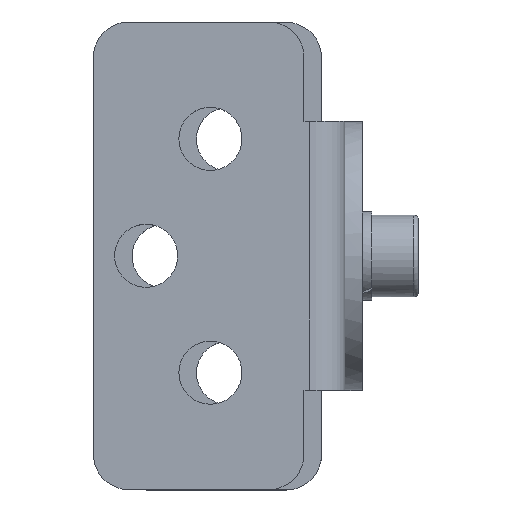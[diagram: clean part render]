
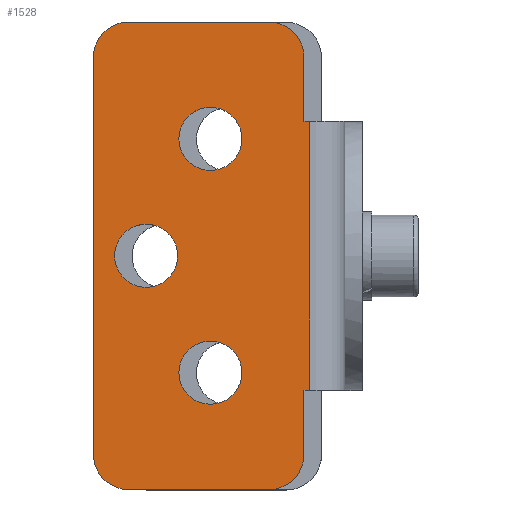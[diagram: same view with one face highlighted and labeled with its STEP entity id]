
A CAD part, top view. The second image highlights one B-rep face of the part: STEP entity #1528.
In plain terms, the highlighted planar face has unit normal (0, 0, 1).
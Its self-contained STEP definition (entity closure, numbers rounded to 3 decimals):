
#45=FACE_BOUND('',#261,.T.);
#46=FACE_BOUND('',#262,.T.);
#47=FACE_BOUND('',#263,.T.);
#160=FACE_OUTER_BOUND('',#260,.T.);
#260=EDGE_LOOP('',(#1156,#1157,#1158,#1159,#1160,#1161,#1162,#1163,#1164,
#1165,#1166,#1167));
#261=EDGE_LOOP('',(#1168));
#262=EDGE_LOOP('',(#1169));
#263=EDGE_LOOP('',(#1170));
#363=LINE('',#2404,#469);
#374=LINE('',#2440,#480);
#377=LINE('',#2449,#483);
#381=LINE('',#2462,#487);
#383=LINE('',#2470,#489);
#384=LINE('',#2472,#490);
#385=LINE('',#2475,#491);
#387=LINE('',#2487,#493);
#469=VECTOR('',#1883,5.5);
#480=VECTOR('',#1914,12.);
#483=VECTOR('',#1923,34.);
#487=VECTOR('',#1941,23.);
#489=VECTOR('',#1955,12.);
#490=VECTOR('',#1958,0.5);
#491=VECTOR('',#1961,5.5);
#493=VECTOR('',#1977,0.5);
#571=CIRCLE('',#1631,3.);
#579=CIRCLE('',#1642,3.);
#580=CIRCLE('',#1645,3.);
#581=CIRCLE('',#1648,3.);
#587=CIRCLE('',#1663,2.7);
#588=CIRCLE('',#1665,2.7);
#589=CIRCLE('',#1667,2.7);
#661=VERTEX_POINT('',#2391);
#662=VERTEX_POINT('',#2392);
#666=VERTEX_POINT('',#2402);
#679=VERTEX_POINT('',#2432);
#680=VERTEX_POINT('',#2434);
#681=VERTEX_POINT('',#2438);
#682=VERTEX_POINT('',#2442);
#683=VERTEX_POINT('',#2444);
#684=VERTEX_POINT('',#2448);
#685=VERTEX_POINT('',#2454);
#686=VERTEX_POINT('',#2460);
#687=VERTEX_POINT('',#2474);
#688=VERTEX_POINT('',#2478);
#689=VERTEX_POINT('',#2481);
#690=VERTEX_POINT('',#2484);
#820=EDGE_CURVE('',#661,#662,#571,.T.);
#826=EDGE_CURVE('',#661,#666,#363,.T.);
#841=EDGE_CURVE('',#679,#680,#579,.T.);
#844=EDGE_CURVE('',#679,#681,#374,.T.);
#846=EDGE_CURVE('',#682,#683,#580,.T.);
#848=EDGE_CURVE('',#684,#683,#377,.T.);
#850=EDGE_CURVE('',#684,#681,#581,.T.);
#856=EDGE_CURVE('',#685,#686,#381,.T.);
#860=EDGE_CURVE('',#682,#662,#383,.T.);
#861=EDGE_CURVE('',#666,#685,#384,.T.);
#862=EDGE_CURVE('',#687,#680,#385,.T.);
#864=EDGE_CURVE('',#688,#688,#587,.T.);
#865=EDGE_CURVE('',#689,#689,#588,.T.);
#866=EDGE_CURVE('',#690,#690,#589,.T.);
#867=EDGE_CURVE('',#686,#687,#387,.T.);
#1156=ORIENTED_EDGE('',*,*,#820,.F.);
#1157=ORIENTED_EDGE('',*,*,#826,.T.);
#1158=ORIENTED_EDGE('',*,*,#861,.T.);
#1159=ORIENTED_EDGE('',*,*,#856,.T.);
#1160=ORIENTED_EDGE('',*,*,#867,.T.);
#1161=ORIENTED_EDGE('',*,*,#862,.T.);
#1162=ORIENTED_EDGE('',*,*,#841,.F.);
#1163=ORIENTED_EDGE('',*,*,#844,.T.);
#1164=ORIENTED_EDGE('',*,*,#850,.F.);
#1165=ORIENTED_EDGE('',*,*,#848,.T.);
#1166=ORIENTED_EDGE('',*,*,#846,.F.);
#1167=ORIENTED_EDGE('',*,*,#860,.T.);
#1168=ORIENTED_EDGE('',*,*,#864,.T.);
#1169=ORIENTED_EDGE('',*,*,#865,.T.);
#1170=ORIENTED_EDGE('',*,*,#866,.T.);
#1416=PLANE('',#1669);
#1528=ADVANCED_FACE('',(#160,#45,#46,#47),#1416,.T.);
#1631=AXIS2_PLACEMENT_3D('',#2393,#1873,#1874);
#1642=AXIS2_PLACEMENT_3D('',#2435,#1908,#1909);
#1645=AXIS2_PLACEMENT_3D('',#2445,#1918,#1919);
#1648=AXIS2_PLACEMENT_3D('',#2452,#1927,#1928);
#1663=AXIS2_PLACEMENT_3D('',#2479,#1965,#1966);
#1665=AXIS2_PLACEMENT_3D('',#2482,#1969,#1970);
#1667=AXIS2_PLACEMENT_3D('',#2485,#1973,#1974);
#1669=AXIS2_PLACEMENT_3D('',#2488,#1978,#1979);
#1873=DIRECTION('center_axis',(0.,0.,
-1.));
#1874=DIRECTION('ref_axis',(0.707,-0.707,0.));
#1883=DIRECTION('',(0.,1.,0.));
#1908=DIRECTION('center_axis',(0.,0.,
-1.));
#1909=DIRECTION('ref_axis',(0.707,0.707,0.));
#1914=DIRECTION('',(-1.,0.,0.));
#1918=DIRECTION('center_axis',(0.,0.,
-1.));
#1919=DIRECTION('ref_axis',(-0.707,-0.707,0.));
#1923=DIRECTION('',(0.,-1.,0.));
#1927=DIRECTION('center_axis',(0.,0.,
-1.));
#1928=DIRECTION('ref_axis',(-0.707,0.707,0.));
#1941=DIRECTION('',(0.,1.,0.));
#1955=DIRECTION('',(1.,0.,0.));
#1958=DIRECTION('',(1.,0.,0.));
#1961=DIRECTION('',(0.,1.,0.));
#1965=DIRECTION('center_axis',(0.,0.,
-1.));
#1966=DIRECTION('ref_axis',(1.,0.,0.));
#1969=DIRECTION('center_axis',(0.,0.,
-1.));
#1970=DIRECTION('ref_axis',(1.,0.,0.));
#1973=DIRECTION('center_axis',(0.,0.,
-1.));
#1974=DIRECTION('ref_axis',(1.,0.,0.));
#1977=DIRECTION('',(-1.,0.,0.));
#1978=DIRECTION('center_axis',(0.,0.,
1.));
#1979=DIRECTION('ref_axis',(-1.,0.,0.));
#2391=CARTESIAN_POINT('',(6.5,-17.,19.25));
#2392=CARTESIAN_POINT('',(3.5,-20.,19.25));
#2393=CARTESIAN_POINT('Origin',(3.5,-17.,19.25));
#2402=CARTESIAN_POINT('',(6.5,-11.5,19.25));
#2404=CARTESIAN_POINT('',(6.5,-5.75,19.25));
#2432=CARTESIAN_POINT('',(3.5,20.,19.25));
#2434=CARTESIAN_POINT('',(6.5,17.,19.25));
#2435=CARTESIAN_POINT('Origin',(3.5,17.,19.25));
#2438=CARTESIAN_POINT('',(-8.5,20.,19.25));
#2440=CARTESIAN_POINT('',(8.5,20.,19.25));
#2442=CARTESIAN_POINT('',(-8.5,-20.,19.25));
#2444=CARTESIAN_POINT('',(-11.5,-17.,19.25));
#2445=CARTESIAN_POINT('Origin',(-8.5,-17.,19.25));
#2448=CARTESIAN_POINT('',(-11.5,17.,19.25));
#2449=CARTESIAN_POINT('',(-11.5,20.,19.25));
#2452=CARTESIAN_POINT('Origin',(-8.5,17.,19.25));
#2454=CARTESIAN_POINT('',(7.,-11.5,19.25));
#2460=CARTESIAN_POINT('',(7.,11.5,19.25));
#2462=CARTESIAN_POINT('',(7.,0.,19.25));
#2470=CARTESIAN_POINT('',(-11.5,-20.,19.25));
#2472=CARTESIAN_POINT('',(8.5,-11.5,19.25));
#2474=CARTESIAN_POINT('',(6.5,11.5,19.25));
#2475=CARTESIAN_POINT('',(6.5,5.75,19.25));
#2478=CARTESIAN_POINT('',(-9.7,0.,19.25));
#2479=CARTESIAN_POINT('Origin',(-7.,0.,19.25));
#2481=CARTESIAN_POINT('',(-4.2,-10.,19.25));
#2482=CARTESIAN_POINT('Origin',(-1.5,-10.,19.25));
#2484=CARTESIAN_POINT('',(-4.2,10.,19.25));
#2485=CARTESIAN_POINT('Origin',(-1.5,10.,19.25));
#2487=CARTESIAN_POINT('',(4.25,11.5,19.25));
#2488=CARTESIAN_POINT('Origin',(-1.5,0.,19.25));
